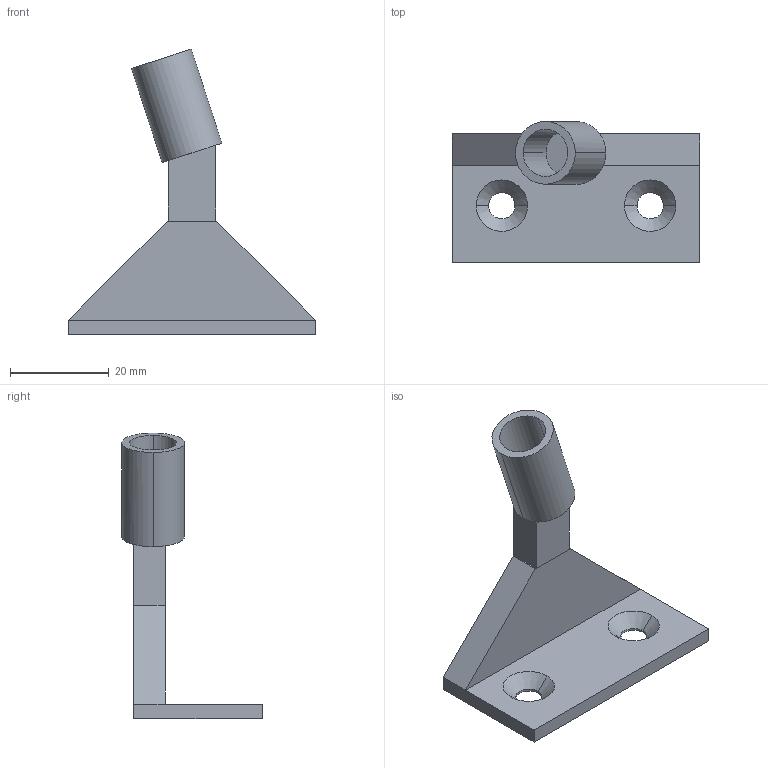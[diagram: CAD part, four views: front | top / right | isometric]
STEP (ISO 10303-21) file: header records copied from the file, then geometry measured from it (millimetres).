
FILE_DESCRIPTION (( 'STEP AP214' ), '1' );
FILE_NAME ('Shaft Block.STEP', '2025-06-19T16:28:51', ( 'ARUP Laboratories' ), ( 'ARUP Laboratories' ), 'SwSTEP 2.0', 'SolidWorks 2024', '' );
FILE_SCHEMA (( 'AUTOMOTIVE_DESIGN' ));
Length unit declared in the file: millimetre
Products named in the file (1): Shaft Block
Bounding box: 50 x 28.43 x 57.78 mm (x, y, z)
Volume: 9732.5 mm3; surface area: 6154.1 mm2
Topology: 1 solids, 1 shells, 33 faces, 75 edges, 45 vertices
Faces by surface type: plane 21, cylinder 8, cone 4
Entity records: 942 total; most frequent: DIRECTION 165, CARTESIAN_POINT 154, ORIENTED_EDGE 150, EDGE_CURVE 75, AXIS2_PLACEMENT_3D 56, LINE 53, VECTOR 53, VERTEX_POINT 45
